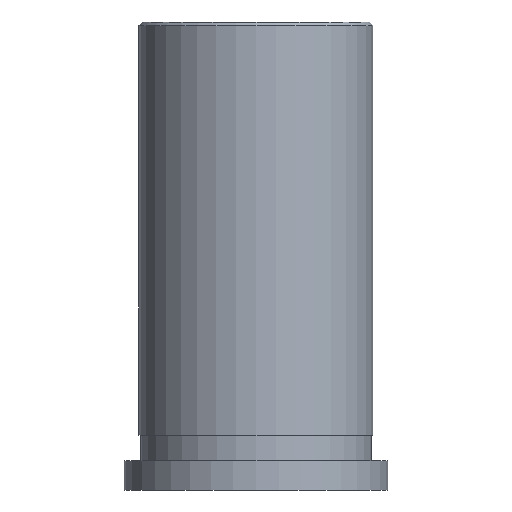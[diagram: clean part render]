
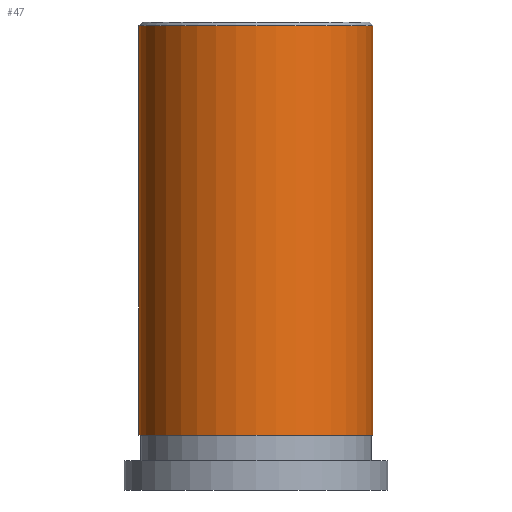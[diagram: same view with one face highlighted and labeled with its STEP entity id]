
A CAD part, front view. The second image highlights one B-rep face of the part: STEP entity #47.
In plain terms, the highlighted cylindrical face has radius 16 mm (diameter 32 mm), a full revolution.
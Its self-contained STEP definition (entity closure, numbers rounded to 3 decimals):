
#47=ADVANCED_FACE('',(#72,#73),#53,.T.);
#53=CYLINDRICAL_SURFACE('',#195,16.);
#72=FACE_BOUND('',#94,.T.);
#73=FACE_BOUND('',#95,.T.);
#94=EDGE_LOOP('',(#116));
#95=EDGE_LOOP('',(#117));
#116=ORIENTED_EDGE('',*,*,#141,.T.);
#117=ORIENTED_EDGE('',*,*,#140,.F.);
#129=VERTEX_POINT('',#280);
#130=VERTEX_POINT('',#283);
#140=EDGE_CURVE('',#129,#129,#151,.T.);
#141=EDGE_CURVE('',#130,#130,#152,.T.);
#151=CIRCLE('',#192,16.);
#152=CIRCLE('',#194,16.);
#192=AXIS2_PLACEMENT_3D('',#279,#239,#240);
#194=AXIS2_PLACEMENT_3D('',#282,#243,#244);
#195=AXIS2_PLACEMENT_3D('',#284,#245,#246);
#239=DIRECTION('',(0.,0.,1.));
#240=DIRECTION('',(1.,0.,0.));
#243=DIRECTION('',(0.,0.,1.));
#244=DIRECTION('',(1.,0.,0.));
#245=DIRECTION('',(0.,0.,1.));
#246=DIRECTION('',(-1.,0.,0.));
#279=CARTESIAN_POINT('',(0.,0.,59.5));
#280=CARTESIAN_POINT('',(16.,0.,59.5));
#282=CARTESIAN_POINT('',(0.,0.,3.5));
#283=CARTESIAN_POINT('',(16.,0.,3.5));
#284=CARTESIAN_POINT('',(0.,0.,-6.097));
